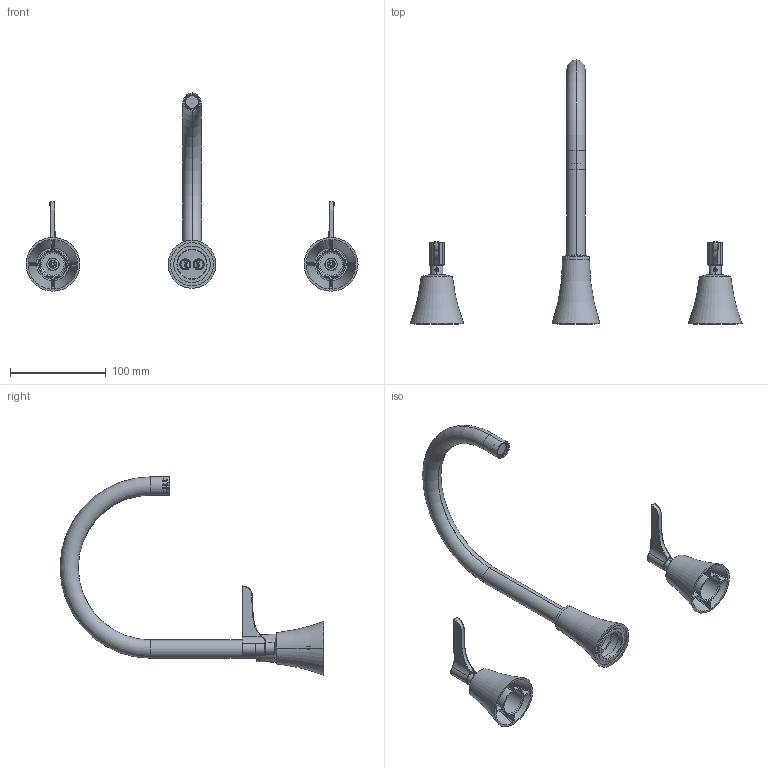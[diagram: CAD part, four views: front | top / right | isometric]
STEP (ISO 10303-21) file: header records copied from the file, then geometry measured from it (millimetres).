
FILE_DESCRIPTION (( 'STEP AP203' ), '1' );
FILE_NAME ('91AP06100.STEP', '2021-11-17T09:43:17', ( '' ), ( '' ), 'SwSTEP 2.0', 'SolidWorks 2021', '' );
FILE_SCHEMA (( 'CONFIG_CONTROL_DESIGN' ));
Length unit declared in the file: millimetre
Products named in the file (1): 91AP06100
Bounding box: 346 x 274.98 x 206.63 mm (x, y, z)
Volume: 125859.9 mm3; surface area: 117978.3 mm2
Topology: 13 solids, 13 shells, 605 faces, 1532 edges, 946 vertices
Faces by surface type: plane 224, cylinder 174, torus 62, cone 62, bspline 45, sphere 38
Entity records: 21642 total; most frequent: CARTESIAN_POINT 7601, ORIENTED_EDGE 2960, DIRECTION 2936, EDGE_CURVE 1480, AXIS2_PLACEMENT_3D 1187, VERTEX_POINT 926, EDGE_LOOP 652, CIRCLE 626
